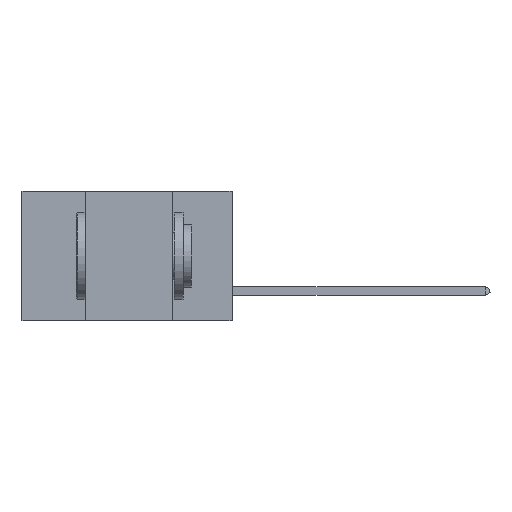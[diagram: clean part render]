
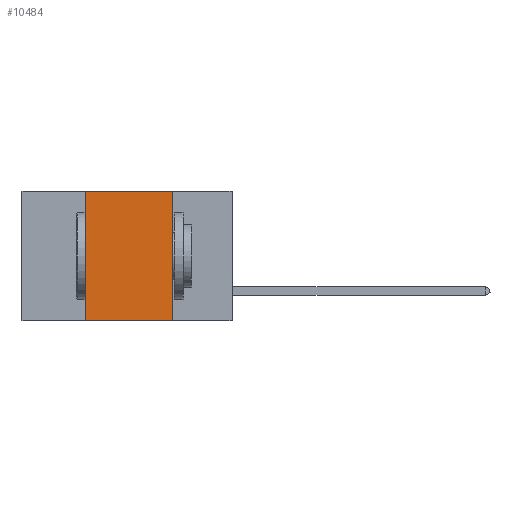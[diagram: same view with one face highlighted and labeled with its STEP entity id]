
A CAD part, left-side view. The second image highlights one B-rep face of the part: STEP entity #10484.
In plain terms, the highlighted planar face has unit normal (-1, 0, 0).
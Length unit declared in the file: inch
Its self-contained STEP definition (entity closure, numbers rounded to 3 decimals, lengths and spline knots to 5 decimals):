
#461 = DIRECTION ( 'NONE',  ( 1., 0., 0. ) ) ;
#902 = CARTESIAN_POINT ( 'NONE',  ( 0., 0.17, 0. ) ) ;
#1124 = CARTESIAN_POINT ( 'NONE',  ( 0., 0.42, 0. ) ) ;
#1320 = DIRECTION ( 'NONE',  ( 0., -1., 0. ) ) ;
#2394 = VECTOR ( 'NONE', #6177, 39.37008 ) ;
#3161 = VECTOR ( 'NONE', #16479, 39.37008 ) ;
#3503 = VECTOR ( 'NONE', #1320, 39.37008 ) ;
#4287 = AXIS2_PLACEMENT_3D ( 'NONE', #9994, #461, #15952 ) ;
#4348 = EDGE_CURVE ( 'NONE', #7584, #11088, #13027, .T. ) ;
#4722 = ORIENTED_EDGE ( 'NONE', *, *, #19010, .F. ) ;
#5059 = PLANE ( 'NONE',  #4287 ) ;
#5119 = ORIENTED_EDGE ( 'NONE', *, *, #4348, .F. ) ;
#5693 = LINE ( 'NONE', #18579, #3503 ) ;
#6177 = DIRECTION ( 'NONE',  ( 0., 0., 1. ) ) ;
#6428 = VECTOR ( 'NONE', #7070, 39.37008 ) ;
#6845 = ORIENTED_EDGE ( 'NONE', *, *, #14411, .F. ) ;
#6986 = FACE_OUTER_BOUND ( 'NONE', #18925, .T. ) ;
#7070 = DIRECTION ( 'NONE',  ( 0., 0., -1. ) ) ;
#7250 = LINE ( 'NONE', #10428, #3161 ) ;
#7584 = VERTEX_POINT ( 'NONE', #902 ) ;
#8780 = CARTESIAN_POINT ( 'NONE',  ( 0., 0.17, -0.37 ) ) ;
#9994 = CARTESIAN_POINT ( 'NONE',  ( 0., 0.6, 0. ) ) ;
#10428 = CARTESIAN_POINT ( 'NONE',  ( 0., 0.6, -0.37 ) ) ;
#10484 = ADVANCED_FACE ( 'NONE', ( #6986 ), #5059, .F. ) ;
#11088 = VERTEX_POINT ( 'NONE', #8780 ) ;
#11206 = VERTEX_POINT ( 'NONE', #1124 ) ;
#12337 = EDGE_CURVE ( 'NONE', #13323, #11088, #7250, .T. ) ;
#13027 = LINE ( 'NONE', #18005, #6428 ) ;
#13323 = VERTEX_POINT ( 'NONE', #17652 ) ;
#14411 = EDGE_CURVE ( 'NONE', #13323, #11206, #16902, .T. ) ;
#15952 = DIRECTION ( 'NONE',  ( 0., 0., -1. ) ) ;
#16479 = DIRECTION ( 'NONE',  ( 0., -1., 0. ) ) ;
#16902 = LINE ( 'NONE', #18435, #2394 ) ;
#17652 = CARTESIAN_POINT ( 'NONE',  ( 0., 0.42, -0.37 ) ) ;
#18005 = CARTESIAN_POINT ( 'NONE',  ( 0., 0.17, 0. ) ) ;
#18435 = CARTESIAN_POINT ( 'NONE',  ( 0., 0.42, 0. ) ) ;
#18579 = CARTESIAN_POINT ( 'NONE',  ( 0., 0.6, 0. ) ) ;
#18925 = EDGE_LOOP ( 'NONE', ( #5119, #4722, #6845, #19592 ) ) ;
#19010 = EDGE_CURVE ( 'NONE', #11206, #7584, #5693, .T. ) ;
#19592 = ORIENTED_EDGE ( 'NONE', *, *, #12337, .T. ) ;
